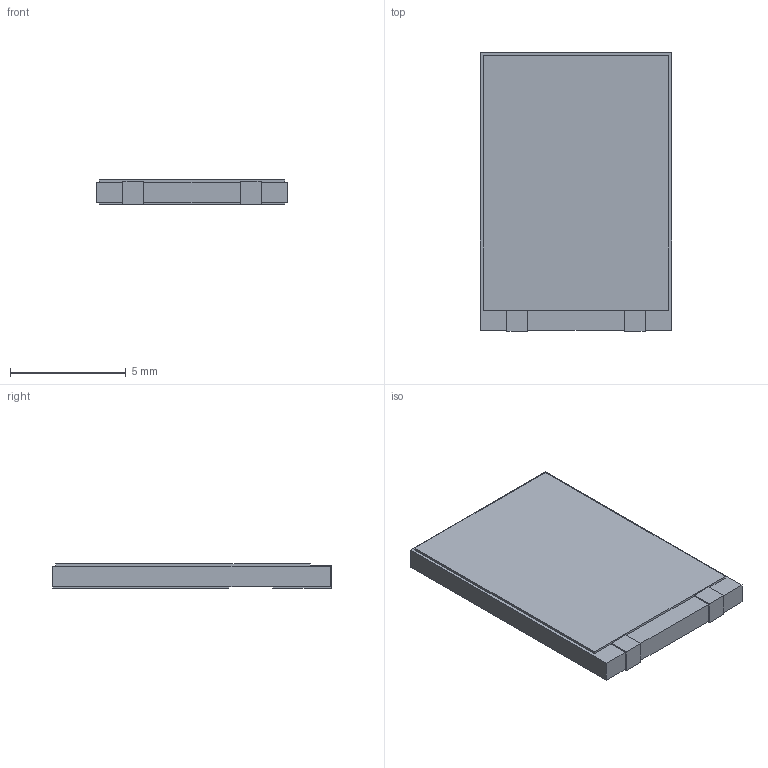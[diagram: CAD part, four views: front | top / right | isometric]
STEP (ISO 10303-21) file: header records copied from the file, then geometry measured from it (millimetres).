
FILE_DESCRIPTION(('FreeCAD Model'),'2;1');
FILE_NAME( 'TO-252-TKHresistor.step', '2020-02-23T12:39:46',('Author'),(''), 'Open CASCADE STEP processor 7.3','FreeCAD','Unknown');
FILE_SCHEMA(('AUTOMOTIVE_DESIGN { 1 0 10303 214 1 1 1 1 }'));
Length unit declared in the file: millimetre
Products named in the file (1): Compound
Bounding box: 8.3 x 12.05 x 1.05 mm (x, y, z)
Volume: 101.9 mm3; surface area: 242.3 mm2
Topology: 1 solids, 1 shells, 31 faces, 85 edges, 56 vertices
Faces by surface type: plane 31
Entity records: 1205 total; most frequent: CARTESIAN_POINT 173, ORIENTED_EDGE 170, DIRECTION 149, EDGE_CURVE 85, LINE 85, VECTOR 85, VERTEX_POINT 56, AXIS2_PLACEMENT_3D 32
